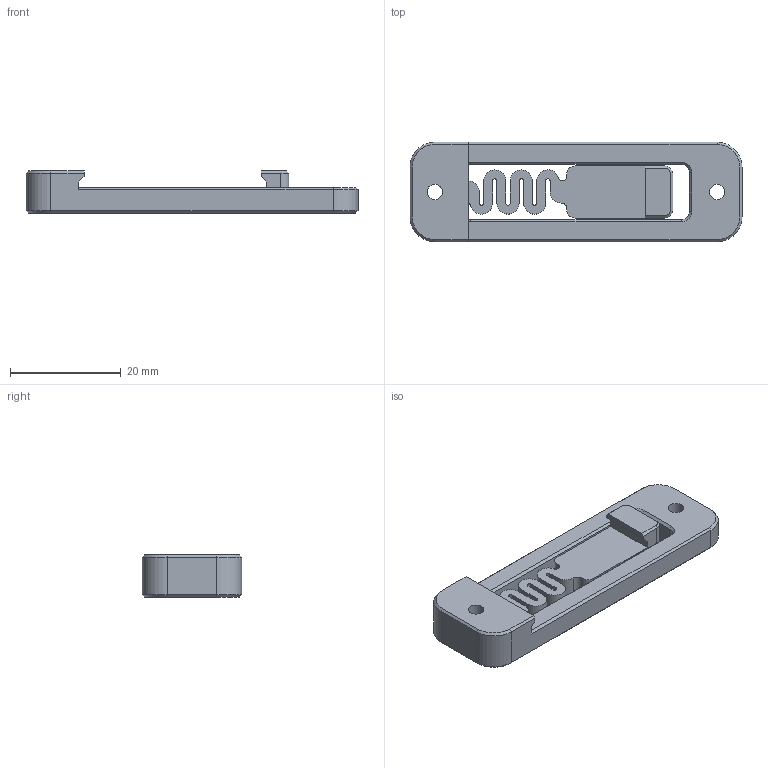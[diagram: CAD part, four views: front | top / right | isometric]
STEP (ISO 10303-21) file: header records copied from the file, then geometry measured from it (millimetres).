
FILE_DESCRIPTION(('FreeCAD Model'),'2;1');
FILE_NAME('Open CASCADE Shape Model','2023-07-05T22:13:20',(''),(''), 'Open CASCADE STEP processor 7.6','FreeCAD','Unknown');
FILE_SCHEMA(('AUTOMOTIVE_DESIGN { 1 0 10303 214 1 1 1 1 }'));
Length unit declared in the file: millimetre
Products named in the file (1): selftap
Bounding box: 60 x 18 x 7.6 mm (x, y, z)
Volume: 4665.1 mm3; surface area: 3916.6 mm2
Topology: 1 solids, 1 shells, 121 faces, 320 edges, 204 vertices
Faces by surface type: plane 71, cylinder 32, cone 16, bspline 2
Full cylindrical faces by diameter (mm): 2.8 x2
Entity records: 8088 total; most frequent: CARTESIAN_POINT 1546, DIRECTION 1252, LINE 802, VECTOR 802, ORIENTED_EDGE 640, PCURVE 640, DEFINITIONAL_REPRESENTATION 640, EDGE_CURVE 320
